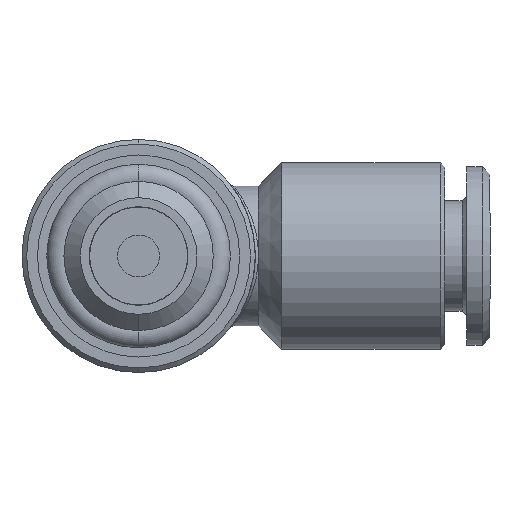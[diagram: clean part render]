
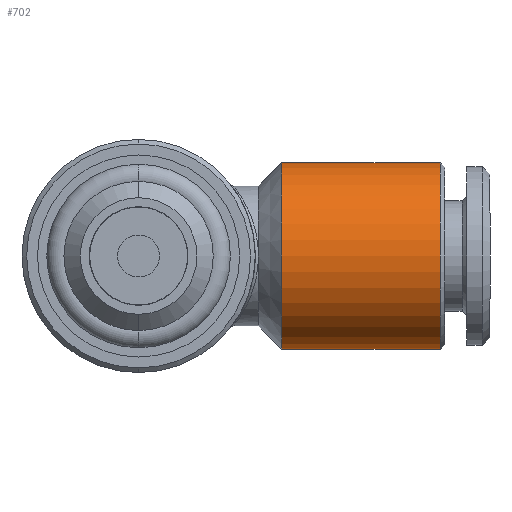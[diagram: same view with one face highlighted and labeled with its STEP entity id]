
A CAD part, front view. The second image highlights one B-rep face of the part: STEP entity #702.
In plain terms, the highlighted cylindrical face has radius 6 mm (diameter 12 mm), a partial arc.
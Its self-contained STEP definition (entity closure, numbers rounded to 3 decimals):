
#460 = VERTEX_POINT ( 'NONE', #1629 ) ;
#493 = VERTEX_POINT ( 'NONE', #1812 ) ;
#526 = VERTEX_POINT ( 'NONE', #1859 ) ;
#527 = VERTEX_POINT ( 'NONE', #1851 ) ;
#530 = EDGE_CURVE ( 'NONE', #493, #526, #1855, .T. ) ;
#535 = EDGE_CURVE ( 'NONE', #460, #527, #1781, .T. ) ;
#641 = EDGE_CURVE ( 'NONE', #493, #460, #2038, .T. ) ;
#642 = ORIENTED_EDGE ( 'NONE', *, *, #530, .F. ) ;
#666 = EDGE_CURVE ( 'NONE', #526, #527, #4020, .T. ) ;
#688 = ORIENTED_EDGE ( 'NONE', *, *, #641, .T. ) ;
#702 = ADVANCED_FACE ( 'NONE', ( #2143 ), #2124, .T. ) ;
#739 = ORIENTED_EDGE ( 'NONE', *, *, #666, .F. ) ;
#744 = EDGE_LOOP ( 'NONE', ( #642, #688, #745, #739 ) ) ;
#745 = ORIENTED_EDGE ( 'NONE', *, *, #535, .T. ) ;
#1629 = CARTESIAN_POINT ( 'NONE',  ( 19.4, 15.4, 6. ) ) ;
#1779 = DIRECTION ( 'NONE',  ( -1., 0., 0. ) ) ;
#1780 = CARTESIAN_POINT ( 'NONE',  ( -5.577, 15.4, 6. ) ) ;
#1781 = LINE ( 'NONE', #1780, #1795 ) ;
#1795 = VECTOR ( 'NONE', #1779, 1000. ) ;
#1812 = CARTESIAN_POINT ( 'NONE',  ( 19.4, 15.4, -6. ) ) ;
#1851 = CARTESIAN_POINT ( 'NONE',  ( 9.2, 15.4, 6. ) ) ;
#1852 = DIRECTION ( 'NONE',  ( -1., 0., 0. ) ) ;
#1853 = VECTOR ( 'NONE', #1852, 1000. ) ;
#1854 = CARTESIAN_POINT ( 'NONE',  ( -5.577, 15.4, -6. ) ) ;
#1855 = LINE ( 'NONE', #1854, #1853 ) ;
#1859 = CARTESIAN_POINT ( 'NONE',  ( 9.2, 15.4, -6. ) ) ;
#2008 = CARTESIAN_POINT ( 'NONE',  ( 19.4, 15.4, 0. ) ) ;
#2009 = AXIS2_PLACEMENT_3D ( 'NONE', #2008, #2012, #2011 ) ;
#2011 = DIRECTION ( 'NONE',  ( 0., 0., 1. ) ) ;
#2012 = DIRECTION ( 'NONE',  ( -1., 0., 0. ) ) ;
#2038 = CIRCLE ( 'NONE', #2009, 6. ) ;
#2111 = DIRECTION ( 'NONE',  ( -1., 0., 0. ) ) ;
#2124 = CYLINDRICAL_SURFACE ( 'NONE', #2142, 6. ) ;
#2141 = CARTESIAN_POINT ( 'NONE',  ( -5.577, 15.4, 0. ) ) ;
#2142 = AXIS2_PLACEMENT_3D ( 'NONE', #2141, #2111, #2144 ) ;
#2143 = FACE_OUTER_BOUND ( 'NONE', #744, .T. ) ;
#2144 = DIRECTION ( 'NONE',  ( 0., 0., 1. ) ) ;
#4009 = DIRECTION ( 'NONE',  ( 0., 0., 1. ) ) ;
#4010 = DIRECTION ( 'NONE',  ( -1., 0., 0. ) ) ;
#4011 = AXIS2_PLACEMENT_3D ( 'NONE', #4026, #4010, #4009 ) ;
#4020 = CIRCLE ( 'NONE', #4011, 6. ) ;
#4026 = CARTESIAN_POINT ( 'NONE',  ( 9.2, 15.4, 0. ) ) ;
